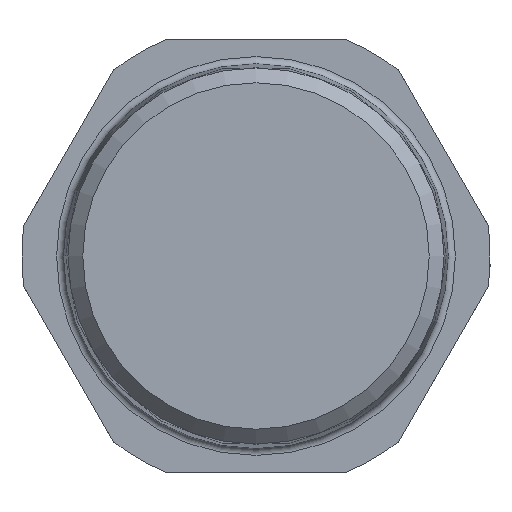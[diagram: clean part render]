
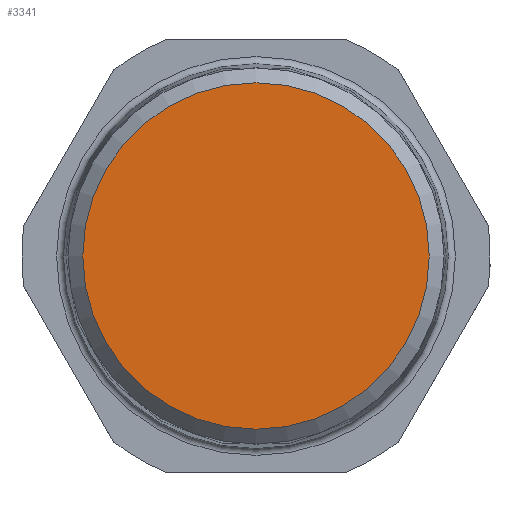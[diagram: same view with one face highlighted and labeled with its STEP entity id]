
A CAD part, left-side view. The second image highlights one B-rep face of the part: STEP entity #3341.
In plain terms, the highlighted planar face has unit normal (-1, 0, 0).
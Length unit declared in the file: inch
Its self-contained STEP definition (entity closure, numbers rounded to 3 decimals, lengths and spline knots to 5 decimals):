
#628=FACE_OUTER_BOUND('',#815,.T.);
#815=EDGE_LOOP('',(#2782));
#1077=CIRCLE('',#3783,0.47309);
#1400=VERTEX_POINT('',#6678);
#1870=EDGE_CURVE('',#1400,#1400,#1077,.T.);
#2782=ORIENTED_EDGE('',*,*,#1870,.F.);
#2989=PLANE('',#3782);
#3341=ADVANCED_FACE('',(#628),#2989,.T.);
#3782=AXIS2_PLACEMENT_3D('',#6677,#4720,#4721);
#3783=AXIS2_PLACEMENT_3D('',#6679,#4722,#4723);
#4720=DIRECTION('center_axis',(-1.,0.,0.));
#4721=DIRECTION('ref_axis',(0.,0.,
-1.));
#4722=DIRECTION('center_axis',(1.,0.,0.));
#4723=DIRECTION('ref_axis',(0.,1.,0.));
#6677=CARTESIAN_POINT('Origin',(-0.84252,-0.51246,0.));
#6678=CARTESIAN_POINT('',(-0.84252,-0.47309,0.));
#6679=CARTESIAN_POINT('Origin',(-0.84252,0.,
0.));
